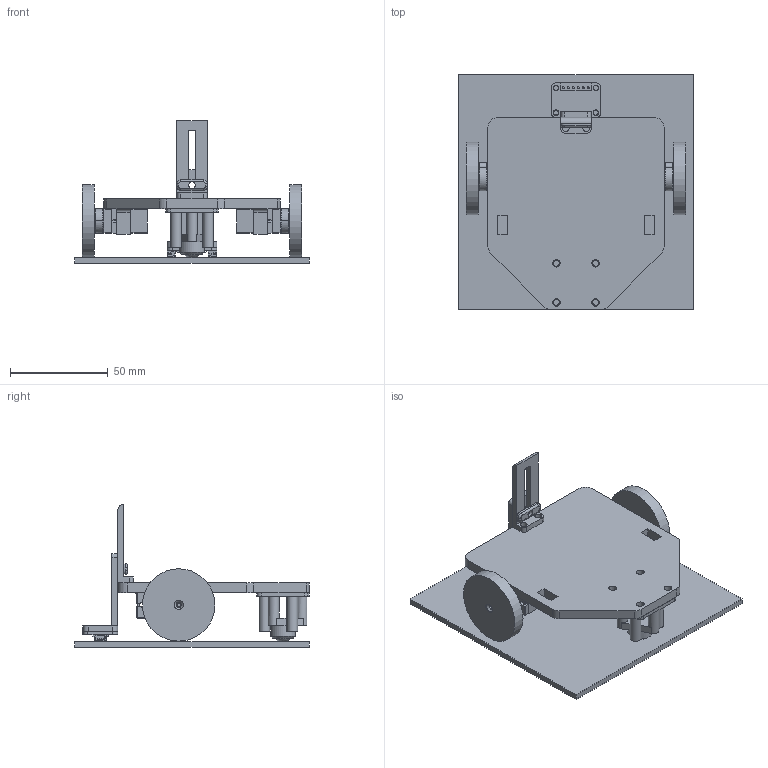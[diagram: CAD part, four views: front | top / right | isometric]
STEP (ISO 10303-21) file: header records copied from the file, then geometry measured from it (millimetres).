
FILE_DESCRIPTION(('HOOPS Exchange Step'),'2;1');
FILE_NAME('temp_export','2025-02-18T17:08:24+09:00',('hkazu'),('Shapr3D Limited'),'HOOPS Exchange 2024.8','Shapr3D','Authorized');
FILE_SCHEMA( ('AP242_MANAGED_MODEL_BASED_3D_ENGINEERING_MIM_LF {1 0 10303 442 1 1 4}') );
Length unit declared in the file: millimetre
Products named in the file (23): 固定具; マウント; ステー; Board:1; 0805-NO:C2; 0805-NO:C3; SOT23-5:U2; 0603-NO:C1; 0603-NO:R1; 0603-NO:R2; RESPACK_4X0603:R3; SOT363:Q2; JST_SH4:CONN3; JST_SH4:CONN4; CHIPLED_0603_NOOUTLINE:D1; APDS-9960:U3; APDS9960; wheel; stage; SG90; Base; ボールキャスター; root
Assembly tree (22 placements, depth 3):
  root
    固定具
    マウント
    ステー
    APDS9960
      Board:1
      0805-NO:C2
      0805-NO:C3
      SOT23-5:U2
      0603-NO:C1
      0603-NO:R1
      0603-NO:R2
      RESPACK_4X0603:R3
      SOT363:Q2
      JST_SH4:CONN3
      JST_SH4:CONN4
      CHIPLED_0603_NOOUTLINE:D1
      APDS-9960:U3
    wheel
    stage
    SG90
    Base
    ボールキャスター
Bounding box: 120 x 120 x 73 mm (x, y, z)
Volume: 120611.5 mm3; surface area: 71998.8 mm2
Topology: 33 solids, 33 shells, 1072 faces, 2854 edges, 1866 vertices
Faces by surface type: plane 669, cylinder 299, bspline 56, torus 26, sphere 19, cone 3
Full cylindrical faces by diameter (mm): 0.483 x2, 0.5 x12, 0.9 x1, 1 x6, 1.1 x1, 1.8 x2, 2.2 x4, 2.5 x6, 2.8 x4, 3 x10, 3.4 x6, 3.8 x4, 4.6 x2, 4.7 x2, 5.4 x2, 5.5 x6, 9.2 x1, 12.7 x1, 37 x2
Entity records: 37550 total; most frequent: CARTESIAN_POINT 9397, ORIENTED_EDGE 5700, DIRECTION 5670, EDGE_CURVE 2850, VECTOR 1982, LINE 1982, VERTEX_POINT 1866, AXIS2_PLACEMENT_3D 1844
